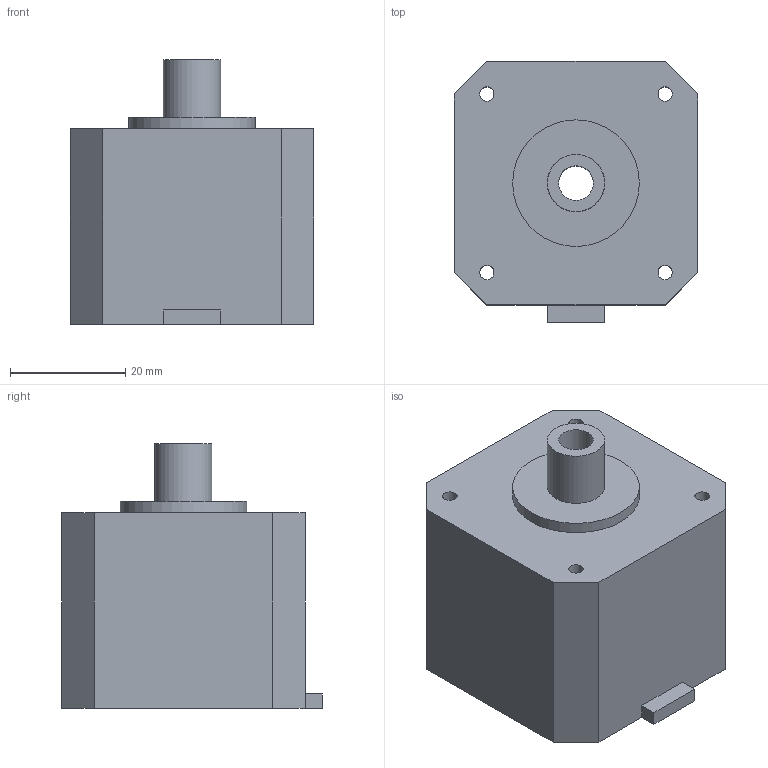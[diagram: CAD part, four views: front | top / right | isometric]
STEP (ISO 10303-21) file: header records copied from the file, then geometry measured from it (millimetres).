
FILE_DESCRIPTION(/* description */ ('Alibre Inc.'),/* implementation_level */ '2;1');
FILE_NAME(/* name */ 'export-BBC96D76-859E-449F-9D89-A93CDD822DA9',/* time_stamp */ '2021-04-08T11:15:02-04:00',/* author */ (''),/* organization */ (''),/* preprocessor_version */ 'ST-DEVELOPER v17',/* originating_system */ 'Alibre',/* authorisation */ '');
FILE_SCHEMA (('CONFIG_CONTROL_DESIGN'));
Length unit declared in the file: centimetre
Bounding box: 42.3 x 45.3 x 46 mm (x, y, z)
Volume: 58281.5 mm3; surface area: 13373.5 mm2
Topology: 2 solids, 2 shells, 25 faces, 60 edges, 40 vertices
Faces by surface type: plane 17, cylinder 8
Full cylindrical faces by diameter (mm): 2.5 x4, 6 x1, 9.95 x1, 10 x1, 22 x1
Entity records: 776 total; most frequent: CARTESIAN_POINT 116, ORIENTED_EDGE 104, DIRECTION 100, EDGE_CURVE 52, EDGE_LOOP 46, FACE_BOUND 46, AXIS2_PLACEMENT_3D 41, VERTEX_POINT 40
